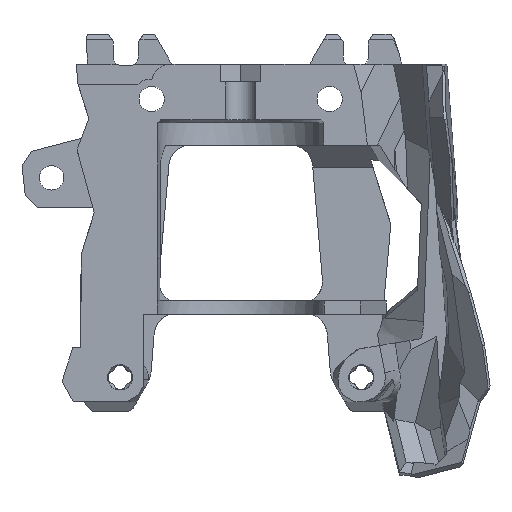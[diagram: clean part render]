
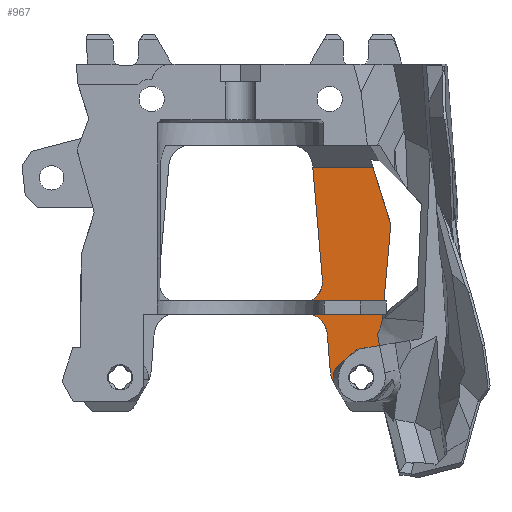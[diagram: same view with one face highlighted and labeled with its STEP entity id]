
A CAD part, front view. The second image highlights one B-rep face of the part: STEP entity #967.
In plain terms, the highlighted planar face has unit normal (0, -1, 0).
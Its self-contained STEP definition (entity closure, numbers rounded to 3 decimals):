
#967=ADVANCED_FACE('',(#1908),#1408,.F.);
#1408=PLANE('',#11545);
#1908=FACE_OUTER_BOUND('',#2470,.T.);
#2470=EDGE_LOOP('',(#7696,#7697,#7698,#7699,#7700,#7701,#7702,#7703,#7704,
#7705,#7706,#7707,#7708,#7709,#7710,#7711,#7712,#7713));
#2680=LINE('',#14814,#3895);
#3587=LINE('',#18173,#4802);
#3590=LINE('',#18182,#4805);
#3591=LINE('',#18184,#4806);
#3594=LINE('',#18192,#4809);
#3599=LINE('',#18213,#4814);
#3601=LINE('',#18217,#4816);
#3603=LINE('',#18221,#4818);
#3606=LINE('',#18227,#4821);
#3665=LINE('',#18440,#4880);
#3671=LINE('',#18471,#4886);
#3698=LINE('',#18544,#4913);
#3700=LINE('',#18553,#4915);
#3895=VECTOR('',#11813,1.);
#4802=VECTOR('',#13776,1.);
#4805=VECTOR('',#13781,1.);
#4806=VECTOR('',#13784,1.);
#4809=VECTOR('',#13793,1.);
#4814=VECTOR('',#13810,1.);
#4816=VECTOR('',#13814,1.);
#4818=VECTOR('',#13818,1.);
#4821=VECTOR('',#13823,1.);
#4880=VECTOR('',#13956,1.);
#4886=VECTOR('',#13974,1.);
#4913=VECTOR('',#14023,1.);
#4915=VECTOR('',#14029,1.);
#7696=ORIENTED_EDGE('',*,*,#10511,.F.);
#7697=ORIENTED_EDGE('',*,*,#10596,.T.);
#7698=ORIENTED_EDGE('',*,*,#10639,.T.);
#7699=ORIENTED_EDGE('',*,*,#9360,.T.);
#7700=ORIENTED_EDGE('',*,*,#10642,.F.);
#7701=ORIENTED_EDGE('',*,*,#10521,.T.);
#7702=ORIENTED_EDGE('',*,*,#10507,.F.);
#7703=ORIENTED_EDGE('',*,*,#10505,.F.);
#7704=ORIENTED_EDGE('',*,*,#10503,.T.);
#7705=ORIENTED_EDGE('',*,*,#10501,.T.);
#7706=ORIENTED_EDGE('',*,*,#10500,.T.);
#7707=ORIENTED_EDGE('',*,*,#10496,.T.);
#7708=ORIENTED_EDGE('',*,*,#10606,.T.);
#7709=ORIENTED_EDGE('',*,*,#10643,.T.);
#7710=ORIENTED_EDGE('',*,*,#10607,.F.);
#7711=ORIENTED_EDGE('',*,*,#10518,.F.);
#7712=ORIENTED_EDGE('',*,*,#10516,.F.);
#7713=ORIENTED_EDGE('',*,*,#10514,.T.);
#8320=VERTEX_POINT('',#14813);
#8321=VERTEX_POINT('',#14815);
#9054=VERTEX_POINT('',#18172);
#9055=VERTEX_POINT('',#18174);
#9056=VERTEX_POINT('',#18178);
#9057=VERTEX_POINT('',#18185);
#9058=VERTEX_POINT('',#18189);
#9059=VERTEX_POINT('',#18193);
#9060=VERTEX_POINT('',#18197);
#9061=VERTEX_POINT('',#18201);
#9063=VERTEX_POINT('',#18204);
#9065=VERTEX_POINT('',#18214);
#9066=VERTEX_POINT('',#18218);
#9067=VERTEX_POINT('',#18222);
#9069=VERTEX_POINT('',#18228);
#9109=VERTEX_POINT('',#18439);
#9115=VERTEX_POINT('',#18468);
#9116=VERTEX_POINT('',#18472);
#9360=EDGE_CURVE('',#8321,#8320,#2680,.T.);
#10496=EDGE_CURVE('',#9055,#9054,#3587,.T.);
#10500=EDGE_CURVE('',#9056,#9055,#3590,.T.);
#10501=EDGE_CURVE('',#9057,#9056,#3591,.T.);
#10503=EDGE_CURVE('',#9058,#9057,#10892,.T.);
#10505=EDGE_CURVE('',#9058,#9059,#3594,.T.);
#10507=EDGE_CURVE('',#9059,#9060,#10893,.T.);
#10511=EDGE_CURVE('',#9063,#9061,#10894,.T.);
#10514=EDGE_CURVE('',#9065,#9061,#3599,.T.);
#10516=EDGE_CURVE('',#9065,#9066,#3601,.T.);
#10518=EDGE_CURVE('',#9066,#9067,#3603,.T.);
#10521=EDGE_CURVE('',#9069,#9060,#3606,.T.);
#10596=EDGE_CURVE('',#9063,#9109,#3665,.T.);
#10606=EDGE_CURVE('',#9054,#9115,#10903,.T.);
#10607=EDGE_CURVE('',#9067,#9116,#3671,.T.);
#10639=EDGE_CURVE('',#9109,#8321,#3698,.T.);
#10642=EDGE_CURVE('',#9069,#8320,#10907,.T.);
#10643=EDGE_CURVE('',#9115,#9116,#3700,.T.);
#10892=CIRCLE('',#11478,2.2);
#10893=CIRCLE('',#11481,4.);
#10894=CIRCLE('',#11484,3.);
#10903=CIRCLE('',#11530,5.);
#10907=CIRCLE('',#11544,3.);
#11478=AXIS2_PLACEMENT_3D('',#18188,#13788,#13789);
#11481=AXIS2_PLACEMENT_3D('',#18196,#13797,#13798);
#11484=AXIS2_PLACEMENT_3D('',#18205,#13805,#13806);
#11530=AXIS2_PLACEMENT_3D('',#18469,#13970,#13971);
#11544=AXIS2_PLACEMENT_3D('',#18552,#14027,#14028);
#11545=AXIS2_PLACEMENT_3D('',#18554,#14030,#14031);
#11813=DIRECTION('',(-1.,0.,0.));
#13776=DIRECTION('',(-0.162,0.,0.987));
#13781=DIRECTION('',(0.987,0.,0.162));
#13784=DIRECTION('',(0.753,0.,0.658));
#13788=DIRECTION('',(0.,1.,0.));
#13789=DIRECTION('',(-1.,0.,0.));
#13793=DIRECTION('',(-0.5,0.,0.866));
#13797=DIRECTION('',(0.,1.,0.));
#13798=DIRECTION('',(-0.866,0.,-0.5));
#13805=DIRECTION('',(0.,-1.,0.));
#13806=DIRECTION('',(0.737,0.,-0.676));
#13810=DIRECTION('',(0.085,0.,-0.996));
#13814=DIRECTION('',(1.,0.,0.));
#13818=DIRECTION('',(0.298,0.,-0.955));
#13823=DIRECTION('',(0.077,0.,-0.997));
#13956=DIRECTION('',(1.,0.,0.));
#13970=DIRECTION('',(0.,-1.,0.));
#13971=DIRECTION('',(0.38,0.,-0.925));
#13974=DIRECTION('',(-0.088,0.,-0.996));
#14023=DIRECTION('',(0.,0.,-1.));
#14027=DIRECTION('',(0.,-1.,0.));
#14028=DIRECTION('',(0.679,0.,0.734));
#14029=DIRECTION('',(0.973,0.,0.233));
#14030=DIRECTION('',(0.,1.,0.));
#14031=DIRECTION('',(0.,0.,-1.));
#14813=CARTESIAN_POINT('',(9.5,12.9,27.8));
#14814=CARTESIAN_POINT('',(7.568,12.9,27.8));
#14815=CARTESIAN_POINT('',(19.074,12.9,27.8));
#18172=CARTESIAN_POINT('',(18.425,12.9,25.22));
#18173=CARTESIAN_POINT('',(18.719,12.9,23.433));
#18174=CARTESIAN_POINT('',(18.695,12.9,23.578));
#18178=CARTESIAN_POINT('',(15.626,12.9,23.073));
#18182=CARTESIAN_POINT('',(14.847,12.9,22.945));
#18184=CARTESIAN_POINT('',(14.567,12.9,22.149));
#18185=CARTESIAN_POINT('',(13.203,12.9,20.959));
#18188=CARTESIAN_POINT('',(14.65,12.9,19.301));
#18189=CARTESIAN_POINT('',(12.745,12.9,18.201));
#18192=CARTESIAN_POINT('',(12.348,12.9,18.889));
#18193=CARTESIAN_POINT('',(12.576,12.9,18.493));
#18196=CARTESIAN_POINT('',(16.041,12.9,20.493));
#18197=CARTESIAN_POINT('',(12.052,12.9,20.185));
#18201=CARTESIAN_POINT('',(11.004,12.9,32.463));
#18204=CARTESIAN_POINT('',(9.5,12.9,29.6));
#18205=CARTESIAN_POINT('',(8.015,12.9,32.207));
#18213=CARTESIAN_POINT('',(11.568,12.9,25.877));
#18214=CARTESIAN_POINT('',(9.708,12.9,47.6));
#18217=CARTESIAN_POINT('',(0.,12.9,47.6));
#18218=CARTESIAN_POINT('',(17.82,12.9,47.6));
#18221=CARTESIAN_POINT('',(21.266,12.9,36.567));
#18222=CARTESIAN_POINT('',(20.22,12.9,39.917));
#18227=CARTESIAN_POINT('',(11.638,12.9,25.554));
#18228=CARTESIAN_POINT('',(11.67,12.9,25.146));
#18439=CARTESIAN_POINT('',(19.074,12.9,29.6));
#18440=CARTESIAN_POINT('',(7.568,12.9,29.6));
#18468=CARTESIAN_POINT('',(19.064,12.9,27.015));
#18469=CARTESIAN_POINT('',(14.12,12.9,27.763));
#18471=CARTESIAN_POINT('',(19.726,12.9,34.355));
#18472=CARTESIAN_POINT('',(19.074,12.9,27.018));
#18544=CARTESIAN_POINT('',(19.074,12.9,28.327));
#18552=CARTESIAN_POINT('',(8.679,12.9,24.915));
#18553=CARTESIAN_POINT('',(17.062,12.9,26.536));
#18554=CARTESIAN_POINT('',(13.107,12.9,28.654));
